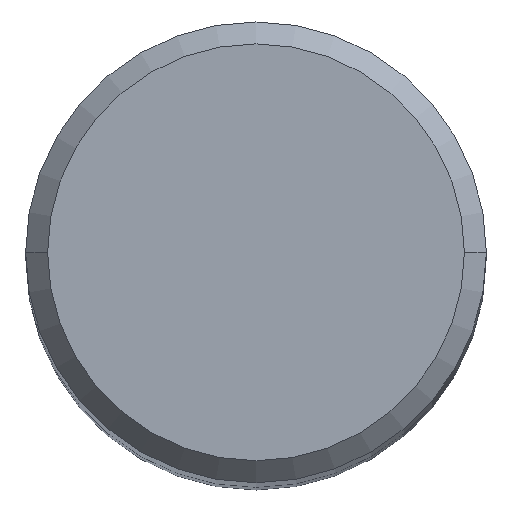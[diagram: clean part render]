
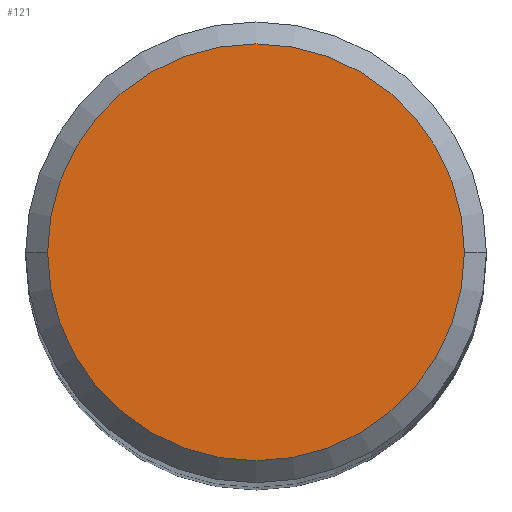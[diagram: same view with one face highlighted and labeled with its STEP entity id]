
A CAD part, top view. The second image highlights one B-rep face of the part: STEP entity #121.
In plain terms, the highlighted planar face has unit normal (0, 0, 1).
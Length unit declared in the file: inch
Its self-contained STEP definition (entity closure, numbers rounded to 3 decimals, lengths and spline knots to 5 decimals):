
#38 = CIRCLE ( 'NONE', #202, 0.14248 ) ;
#44 = ORIENTED_EDGE ( 'NONE', *, *, #276, .T. ) ;
#50 = EDGE_LOOP ( 'NONE', ( #199, #44 ) ) ;
#63 = CARTESIAN_POINT ( 'NONE',  ( 0.14248, 0., 2.95276 ) ) ;
#101 = CARTESIAN_POINT ( 'NONE',  ( 0., 0., 2.95276 ) ) ;
#119 = CIRCLE ( 'NONE', #279, 0.14248 ) ;
#121 = ADVANCED_FACE ( 'NONE', ( #245 ), #140, .T. ) ;
#140 = PLANE ( 'NONE',  #154 ) ;
#154 = AXIS2_PLACEMENT_3D ( 'NONE', #248, #176, #249 ) ;
#155 = DIRECTION ( 'NONE',  ( 0., 0., 1. ) ) ;
#169 = DIRECTION ( 'NONE',  ( 1., 0., 0. ) ) ;
#176 = DIRECTION ( 'NONE',  ( 0., 0., 1. ) ) ;
#193 = DIRECTION ( 'NONE',  ( 1., 0., 0. ) ) ;
#199 = ORIENTED_EDGE ( 'NONE', *, *, #295, .T. ) ;
#202 = AXIS2_PLACEMENT_3D ( 'NONE', #101, #155, #193 ) ;
#209 = DIRECTION ( 'NONE',  ( 0., 0., 1. ) ) ;
#245 = FACE_OUTER_BOUND ( 'NONE', #50, .T. ) ;
#248 = CARTESIAN_POINT ( 'NONE',  ( 0., 0., 2.95276 ) ) ;
#249 = DIRECTION ( 'NONE',  ( 1., 0., 0. ) ) ;
#251 = CARTESIAN_POINT ( 'NONE',  ( -0.14248, 0., 2.95276 ) ) ;
#262 = VERTEX_POINT ( 'NONE', #251 ) ;
#276 = EDGE_CURVE ( 'NONE', #293, #262, #119, .T. ) ;
#279 = AXIS2_PLACEMENT_3D ( 'NONE', #283, #209, #169 ) ;
#283 = CARTESIAN_POINT ( 'NONE',  ( 0., 0., 2.95276 ) ) ;
#293 = VERTEX_POINT ( 'NONE', #63 ) ;
#295 = EDGE_CURVE ( 'NONE', #262, #293, #38, .T. ) ;
